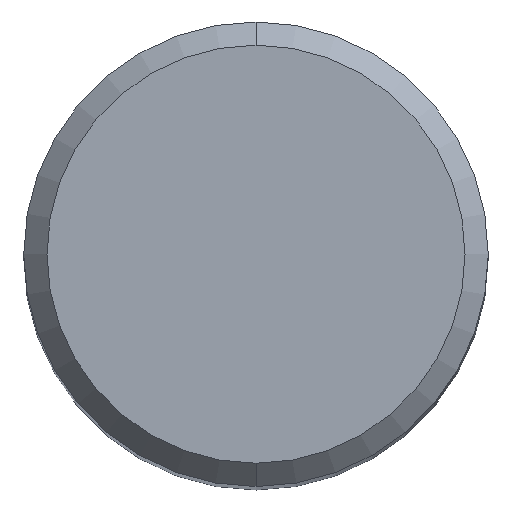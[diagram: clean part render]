
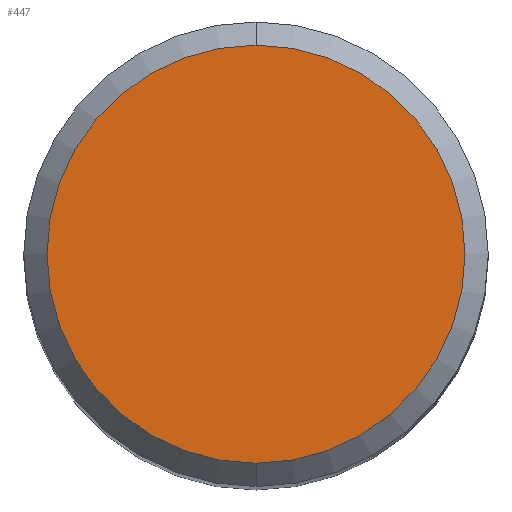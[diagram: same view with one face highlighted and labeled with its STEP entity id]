
A CAD part, top view. The second image highlights one B-rep face of the part: STEP entity #447.
In plain terms, the highlighted planar face has unit normal (0, 0, 1).
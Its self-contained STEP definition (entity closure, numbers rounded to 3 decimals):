
#233=EDGE_CURVE('',#305,#285,#545,.T.);
#285=VERTEX_POINT('',#605);
#305=VERTEX_POINT('',#627);
#437=EDGE_CURVE('',#285,#305,#770,.T.);
#447=ADVANCED_FACE('',(#781),#782,.T.);
#545=CIRCLE('',#972,4.5);
#605=CARTESIAN_POINT('',(0.0,4.5,0.0));
#627=CARTESIAN_POINT('',(0.,-4.5,0.0));
#770=CIRCLE('',#1429,4.5);
#781=FACE_OUTER_BOUND('',#1442,.T.);
#782=PLANE('',#1443);
#972=AXIS2_PLACEMENT_3D('',#1531,#1532,#1533);
#1429=AXIS2_PLACEMENT_3D('',#1792,#1793,#1794);
#1442=EDGE_LOOP('',(#1805,#1806));
#1443=AXIS2_PLACEMENT_3D('',#1807,#1808,#1809);
#1531=CARTESIAN_POINT('',(0.0,0.0,0.0));
#1532=DIRECTION('',(0.0,0.0,-1.0));
#1533=DIRECTION('',(0.0,1.0,0.0));
#1792=CARTESIAN_POINT('',(0.0,0.0,0.0));
#1793=DIRECTION('',(0.0,0.0,-1.0));
#1794=DIRECTION('',(0.0,1.0,0.0));
#1805=ORIENTED_EDGE('',*,*,#437,.F.);
#1806=ORIENTED_EDGE('',*,*,#233,.F.);
#1807=CARTESIAN_POINT('',(0.0,2.25,0.0));
#1808=DIRECTION('',(-0.0,0.0,1.0));
#1809=DIRECTION('',(0.0,-1.0,0.0));
